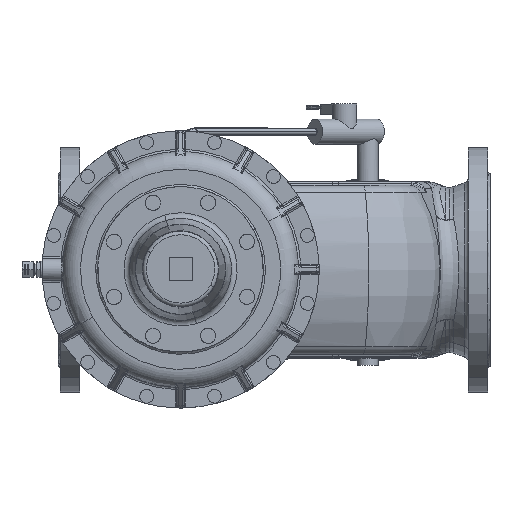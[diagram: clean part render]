
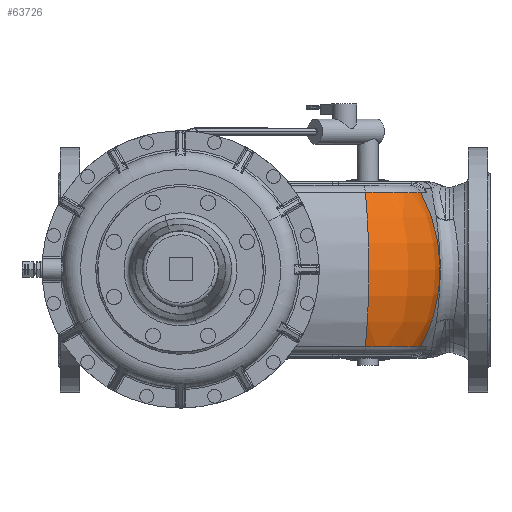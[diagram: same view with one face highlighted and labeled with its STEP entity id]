
A CAD part, top view. The second image highlights one B-rep face of the part: STEP entity #63726.
In plain terms, the highlighted face is a revolution surface.
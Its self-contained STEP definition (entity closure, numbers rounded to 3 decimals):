
#53440=CARTESIAN_POINT('Vertex',(256.859,107.25,195.612)) ;
#58069=CARTESIAN_POINT('Axis2P3D Location',(240.,107.25,100.)) ;
#58073=CARTESIAN_POINT('Vertex',(333.779,107.25,125.128)) ;
#58092=CARTESIAN_POINT('Vertex',(256.859,-107.25,195.612)) ;
#58095=CARTESIAN_POINT('Axis2P3D Location',(223.503,0.,6.443)) ;
#58187=CARTESIAN_POINT('Vertex',(333.779,-107.25,125.128)) ;
#58190=CARTESIAN_POINT('Axis2P3D Location',(240.,-107.25,100.)) ;
#63702=CARTESIAN_POINT('Control Point',(256.859,107.25,195.612)) ;
#63703=CARTESIAN_POINT('Control Point',(260.652,68.124,217.126)) ;
#63704=CARTESIAN_POINT('Control Point',(262.717,23.436,228.837)) ;
#63705=CARTESIAN_POINT('Control Point',(262.717,-23.436,228.837)) ;
#63706=CARTESIAN_POINT('Control Point',(260.652,-68.124,217.126)) ;
#63707=CARTESIAN_POINT('Control Point',(256.859,-107.25,195.612)) ;
#63708=CARTESIAN_POINT('Axis1P Location',(240.,0.,100.)) ;
#63713=CARTESIAN_POINT('Control Point',(333.779,107.25,125.128)) ;
#63714=CARTESIAN_POINT('Control Point',(354.88,68.124,130.782)) ;
#63715=CARTESIAN_POINT('Control Point',(366.366,23.436,133.86)) ;
#63716=CARTESIAN_POINT('Control Point',(366.366,-23.436,133.86)) ;
#63717=CARTESIAN_POINT('Control Point',(354.88,-68.124,130.782)) ;
#63718=CARTESIAN_POINT('Control Point',(333.779,-107.25,125.128)) ;
#58070=DIRECTION('Axis2P3D Direction',(-0.,1.,0.)) ;
#58096=DIRECTION('Axis2P3D Direction',(0.985,0.,-0.174)) ;
#58191=DIRECTION('Axis2P3D Direction',(0.,1.,0.)) ;
#63709=DIRECTION('Axis1P Direction',(0.,1.,0.)) ;
#58071=AXIS2_PLACEMENT_3D('Circle Axis2P3D',#58069,#58070,$) ;
#58097=AXIS2_PLACEMENT_3D('Circle Axis2P3D',#58095,#58096,$) ;
#58192=AXIS2_PLACEMENT_3D('Circle Axis2P3D',#58190,#58191,$) ;
#63721=ORIENTED_EDGE('',*,*,#63719,.T.) ;
#63722=ORIENTED_EDGE('',*,*,#58075,.F.) ;
#63723=ORIENTED_EDGE('',*,*,#58099,.F.) ;
#63724=ORIENTED_EDGE('',*,*,#58194,.T.) ;
#63726=ADVANCED_FACE('Brep With Voids',(#63725),#63711,.F.) ;
#63710=AXIS1_PLACEMENT('Revolution Surface Axis1P',#63708,#63709) ;
#63701=B_SPLINE_CURVE_WITH_KNOTS('',5,(#63702,#63703,#63704,#63705,#63706,#63707),.UNSPECIFIED.,.F.,.U.,(6,6),(233.546,462.527),.UNSPECIFIED.) ;
#63712=B_SPLINE_CURVE_WITH_KNOTS('',5,(#63713,#63714,#63715,#63716,#63717,#63718),.UNSPECIFIED.,.F.,.U.,(6,6),(233.546,462.527),.UNSPECIFIED.) ;
#58072=CIRCLE('generated circle',#58071,97.087) ;
#58098=CIRCLE('generated circle',#58097,220.) ;
#58193=CIRCLE('generated circle',#58192,97.087) ;
#58075=EDGE_CURVE('',#53441,#58074,#58072,.T.) ;
#58099=EDGE_CURVE('',#58093,#53441,#58098,.F.) ;
#58194=EDGE_CURVE('',#58093,#58188,#58193,.T.) ;
#63719=EDGE_CURVE('',#58188,#58074,#63712,.F.) ;
#63720=EDGE_LOOP('',(#63721,#63722,#63723,#63724)) ;
#63725=FACE_OUTER_BOUND('',#63720,.T.) ;
#63711=SURFACE_OF_REVOLUTION('Surface of Revolution',#63701,#63710) ;
#53441=VERTEX_POINT('',#53440) ;
#58074=VERTEX_POINT('',#58073) ;
#58093=VERTEX_POINT('',#58092) ;
#58188=VERTEX_POINT('',#58187) ;
